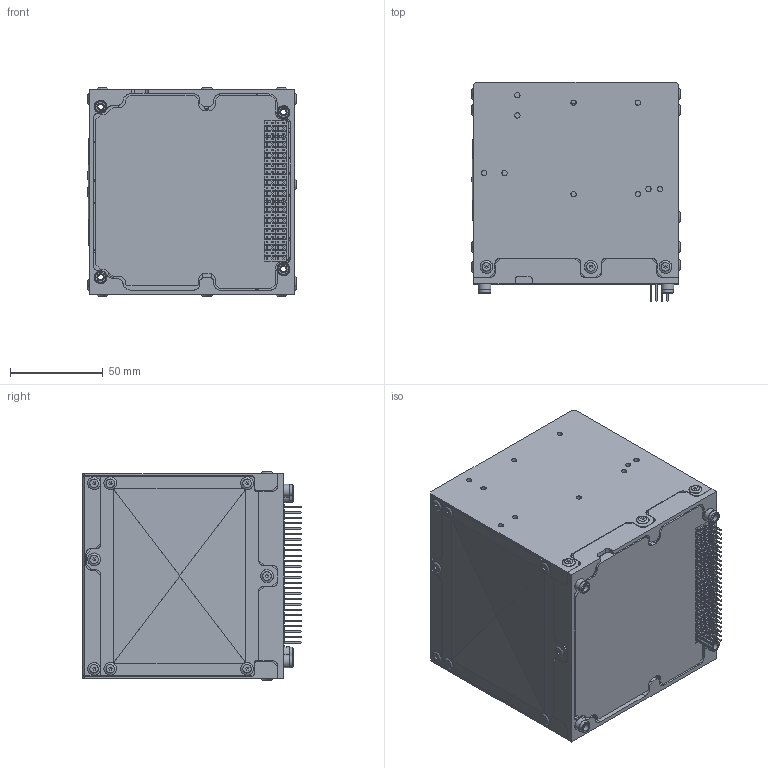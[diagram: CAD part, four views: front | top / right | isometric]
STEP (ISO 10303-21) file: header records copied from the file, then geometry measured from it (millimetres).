
FILE_DESCRIPTION(('FreeCAD Model'),'2;1');
FILE_NAME('Open CASCADE Shape Model','2025-04-26T16:26:19',('FreeCAD'),( 'FreeCAD'),'Open CASCADE STEP processor 7.6','FreeCAD','Unknown');
FILE_SCHEMA(('AUTOMOTIVE_DESIGN { 1 0 10303 214 1 1 1 1 }'));
Products named in the file (1): Open CASCADE STEP translator 7.6 1
Bounding box: 112.1 x 117.88 x 112.1 mm (x, y, z)
Volume: 226718.2 mm3; surface area: 204846.9 mm2
Topology: 45 solids, 45 shells, 6620 faces, 16974 edges, 10587 vertices
Faces by surface type: bspline 6620
Entity records: 185670 total; most frequent: CARTESIAN_POINT 81056, ORIENTED_EDGE 33886, EDGE_CURVE 16943, B_SPLINE_CURVE_WITH_KNOTS 15618, VERTEX_POINT 10587, FACE_BOUND 7484, EDGE_LOOP 7484, ADVANCED_FACE 6620
